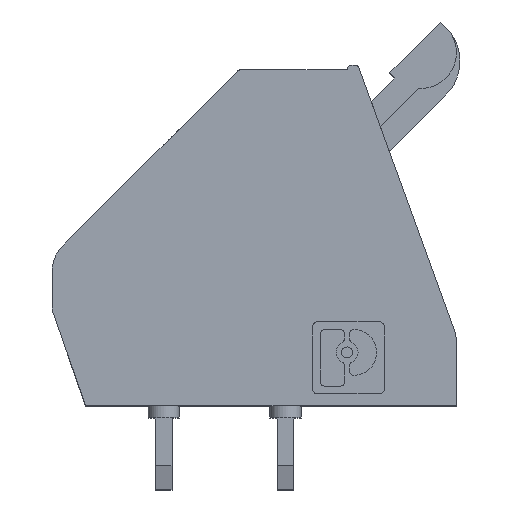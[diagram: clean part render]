
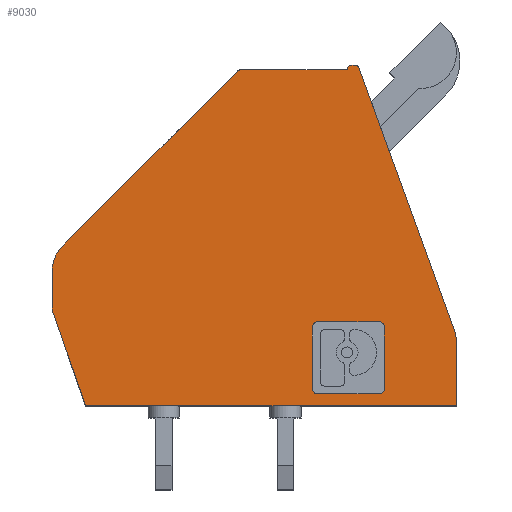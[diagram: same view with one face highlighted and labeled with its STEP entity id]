
A CAD part, top view. The second image highlights one B-rep face of the part: STEP entity #9030.
In plain terms, the highlighted planar face has unit normal (0, 0, 1).
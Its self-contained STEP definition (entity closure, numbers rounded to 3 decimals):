
#210=CARTESIAN_POINT('',(85.317,2.355,5.08));
#220=VERTEX_POINT('',#210);
#250=CARTESIAN_POINT('',(85.317,2.155,5.08));
#260=DIRECTION('',(0.,0.,1.));
#270=DIRECTION('',(1.,0.,0.));
#280=AXIS2_PLACEMENT_3D('',#250,#260,#270);
#290=CIRCLE('',#280,0.2);
#300=CARTESIAN_POINT('',(85.117,2.155,5.08));
#310=VERTEX_POINT('',#300);
#320=EDGE_CURVE('',#220,#310,#290,.T.);
#2490=CARTESIAN_POINT('',(89.667,-9.174,5.08));
#2500=VERTEX_POINT('',#2490);
#2530=CARTESIAN_POINT('',(88.167,-9.174,5.08));
#2540=DIRECTION('',(0.,0.,1.));
#2550=DIRECTION('',(1.,0.,0.));
#2560=AXIS2_PLACEMENT_3D('',#2530,#2540,#2550);
#2570=CIRCLE('',#2560,1.5);
#2580=CARTESIAN_POINT('',(89.576,-8.661,5.08));
#2590=VERTEX_POINT('',#2580);
#2600=EDGE_CURVE('',#2500,#2590,#2570,.T.);
#4240=CARTESIAN_POINT('',(85.427,2.155,5.08));
#4250=DIRECTION('',(0.,0.,1.));
#4260=DIRECTION('',(1.,0.,0.));
#4270=AXIS2_PLACEMENT_3D('',#4240,#4250,#4260);
#4280=CIRCLE('',#4270,0.2);
#4290=CARTESIAN_POINT('',(85.615,2.224,5.08));
#4300=VERTEX_POINT('',#4290);
#4310=CARTESIAN_POINT('',(85.427,2.355,5.08));
#4320=VERTEX_POINT('',#4310);
#4330=EDGE_CURVE('',#4300,#4320,#4280,.T.);
#7240=CARTESIAN_POINT('',(89.667,-11.845,5.08));
#7250=VERTEX_POINT('',#7240);
#7280=CARTESIAN_POINT('',(89.667,-11.345,5.08));
#7290=DIRECTION('',(0.,1.,0.));
#7300=VECTOR('',#7290,1.);
#7310=LINE('',#7280,#7300);
#7320=EDGE_CURVE('',#7250,#2500,#7310,.T.);
#7450=CARTESIAN_POINT('',(85.406,-3.409,5.08));
#7460=DIRECTION('',(0.,0.,1.));
#7470=DIRECTION('',(1.,0.,0.));
#7480=AXIS2_PLACEMENT_3D('',#7450,#7460,#7470);
#7490=PLANE('',#7480);
#7500=CARTESIAN_POINT('',(89.667,-11.845,5.08));
#7510=DIRECTION('',(-1.,0.,0.));
#7520=VECTOR('',#7510,1.);
#7530=LINE('',#7500,#7520);
#7540=CARTESIAN_POINT('',(74.217,-11.845,5.08));
#7550=VERTEX_POINT('',#7540);
#7560=EDGE_CURVE('',#7250,#7550,#7530,.T.);
#7570=ORIENTED_EDGE('',*,*,#7560,.F.);
#7580=CARTESIAN_POINT('',(72.901,-8.085,5.08));
#7590=DIRECTION('',(0.33,-0.944,0.));
#7600=VECTOR('',#7590,1.);
#7610=LINE('',#7580,#7600);
#7620=CARTESIAN_POINT('',(72.901,-8.085,5.08));
#7630=VERTEX_POINT('',#7620);
#7640=EDGE_CURVE('',#7630,#7550,#7610,.T.);
#7650=ORIENTED_EDGE('',*,*,#7640,.T.);
#7660=CARTESIAN_POINT('',(74.317,-7.59,5.08));
#7670=DIRECTION('',(0.,0.,1.));
#7680=DIRECTION('',(1.,0.,0.));
#7690=AXIS2_PLACEMENT_3D('',#7660,#7670,#7680);
#7700=CIRCLE('',#7690,1.5);
#7710=CARTESIAN_POINT('',(72.817,-7.59,5.08));
#7720=VERTEX_POINT('',#7710);
#7730=EDGE_CURVE('',#7720,#7630,#7700,.T.);
#7740=ORIENTED_EDGE('',*,*,#7730,.T.);
#7750=CARTESIAN_POINT('',(72.817,-6.246,5.08));
#7760=DIRECTION('',(0.,-1.,0.));
#7770=VECTOR('',#7760,1.);
#7780=LINE('',#7750,#7770);
#7790=CARTESIAN_POINT('',(72.817,-6.246,5.08));
#7800=VERTEX_POINT('',#7790);
#7810=EDGE_CURVE('',#7800,#7720,#7780,.T.);
#7820=ORIENTED_EDGE('',*,*,#7810,.T.);
#7830=CARTESIAN_POINT('',(74.317,-6.246,5.08));
#7840=DIRECTION('',(0.,0.,1.));
#7850=DIRECTION('',(1.,0.,0.));
#7860=AXIS2_PLACEMENT_3D('',#7830,#7840,#7850);
#7870=CIRCLE('',#7860,1.5);
#7880=CARTESIAN_POINT('',(73.256,-5.185,5.08));
#7890=VERTEX_POINT('',#7880);
#7900=EDGE_CURVE('',#7890,#7800,#7870,.T.);
#7910=ORIENTED_EDGE('',*,*,#7900,.T.);
#7920=CARTESIAN_POINT('',(0.,-78.442,5.08));
#7930=DIRECTION('',(-0.707,-0.707,0.));
#7940=VECTOR('',#7930,1.);
#7950=LINE('',#7920,#7940);
#7960=CARTESIAN_POINT('',(80.538,2.097,5.08));
#7970=VERTEX_POINT('',#7960);
#7980=EDGE_CURVE('',#7970,#7890,#7950,.T.);
#7990=ORIENTED_EDGE('',*,*,#7980,.T.);
#8000=CARTESIAN_POINT('',(80.68,1.955,5.08));
#8010=DIRECTION('',(0.,0.,1.));
#8020=DIRECTION('',(1.,0.,0.));
#8030=AXIS2_PLACEMENT_3D('',#8000,#8010,#8020);
#8040=CIRCLE('',#8030,0.2);
#8050=CARTESIAN_POINT('',(80.68,2.155,5.08));
#8060=VERTEX_POINT('',#8050);
#8070=EDGE_CURVE('',#8060,#7970,#8040,.T.);
#8080=ORIENTED_EDGE('',*,*,#8070,.T.);
#8090=CARTESIAN_POINT('',(85.117,2.155,5.08));
#8100=DIRECTION('',(-1.,0.,0.));
#8110=VECTOR('',#8100,1.);
#8120=LINE('',#8090,#8110);
#8130=EDGE_CURVE('',#310,#8060,#8120,.T.);
#8140=ORIENTED_EDGE('',*,*,#8130,.T.);
#8150=ORIENTED_EDGE('',*,*,#320,.T.);
#8160=CARTESIAN_POINT('',(85.427,2.355,5.08));
#8170=DIRECTION('',(-1.,0.,0.));
#8180=VECTOR('',#8170,1.);
#8190=LINE('',#8160,#8180);
#8200=EDGE_CURVE('',#4320,#220,#8190,.T.);
#8210=ORIENTED_EDGE('',*,*,#8200,.T.);
#8220=ORIENTED_EDGE('',*,*,#4330,.T.);
#8230=CARTESIAN_POINT('',(89.576,-8.661,5.08));
#8240=DIRECTION('',(-0.342,0.94,0.));
#8250=VECTOR('',#8240,1.);
#8260=LINE('',#8230,#8250);
#8270=EDGE_CURVE('',#2590,#4300,#8260,.T.);
#8280=ORIENTED_EDGE('',*,*,#8270,.T.);
#8290=ORIENTED_EDGE('',*,*,#2600,.T.);
#8300=ORIENTED_EDGE('',*,*,#7320,.T.);
#8310=EDGE_LOOP('',(#8300,#8290,#8280,#8220,#8210,#8150,#8140,#8080,
#7990,#7910,#7820,#7740,#7650,#7570));
#8320=FACE_OUTER_BOUND('',#8310,.T.);
#8330=CARTESIAN_POINT('',(83.667,-11.845,5.08));
#8340=DIRECTION('',(0.,-1.,0.));
#8350=VECTOR('',#8340,1.);
#8360=LINE('',#8330,#8350);
#8370=CARTESIAN_POINT('',(83.667,-8.556,5.08));
#8380=VERTEX_POINT('',#8370);
#8390=CARTESIAN_POINT('',(83.667,-11.134,5.08));
#8400=VERTEX_POINT('',#8390);
#8410=EDGE_CURVE('',#8380,#8400,#8360,.T.);
#8420=ORIENTED_EDGE('',*,*,#8410,.F.);
#8430=CARTESIAN_POINT('',(83.878,-11.134,5.08));
#8440=DIRECTION('',(0.,0.,1.));
#8450=DIRECTION('',(1.,0.,0.));
#8460=AXIS2_PLACEMENT_3D('',#8430,#8440,#8450);
#8470=CIRCLE('',#8460,0.211);
#8480=CARTESIAN_POINT('',(83.878,-11.345,5.08));
#8490=VERTEX_POINT('',#8480);
#8500=EDGE_CURVE('',#8400,#8490,#8470,.T.);
#8510=ORIENTED_EDGE('',*,*,#8500,.F.);
#8520=CARTESIAN_POINT('',(72.817,-11.345,5.08));
#8530=DIRECTION('',(1.,0.,0.));
#8540=VECTOR('',#8530,1.);
#8550=LINE('',#8520,#8540);
#8560=CARTESIAN_POINT('',(86.456,-11.345,5.08));
#8570=VERTEX_POINT('',#8560);
#8580=EDGE_CURVE('',#8490,#8570,#8550,.T.);
#8590=ORIENTED_EDGE('',*,*,#8580,.F.);
#8600=CARTESIAN_POINT('',(86.456,-11.134,5.08));
#8610=DIRECTION('',(0.,0.,1.));
#8620=DIRECTION('',(1.,0.,0.));
#8630=AXIS2_PLACEMENT_3D('',#8600,#8610,#8620);
#8640=CIRCLE('',#8630,0.211);
#8650=CARTESIAN_POINT('',(86.667,-11.134,5.08));
#8660=VERTEX_POINT('',#8650);
#8670=EDGE_CURVE('',#8570,#8660,#8640,.T.);
#8680=ORIENTED_EDGE('',*,*,#8670,.F.);
#8690=CARTESIAN_POINT('',(86.667,-11.845,5.08));
#8700=DIRECTION('',(0.,1.,0.));
#8710=VECTOR('',#8700,1.);
#8720=LINE('',#8690,#8710);
#8730=CARTESIAN_POINT('',(86.667,-8.556,5.08));
#8740=VERTEX_POINT('',#8730);
#8750=EDGE_CURVE('',#8660,#8740,#8720,.T.);
#8760=ORIENTED_EDGE('',*,*,#8750,.F.);
#8770=CARTESIAN_POINT('',(86.456,-8.556,5.08));
#8780=DIRECTION('',(0.,0.,1.));
#8790=DIRECTION('',(1.,0.,0.));
#8800=AXIS2_PLACEMENT_3D('',#8770,#8780,#8790);
#8810=CIRCLE('',#8800,0.211);
#8820=CARTESIAN_POINT('',(86.456,-8.345,5.08));
#8830=VERTEX_POINT('',#8820);
#8840=EDGE_CURVE('',#8740,#8830,#8810,.T.);
#8850=ORIENTED_EDGE('',*,*,#8840,.F.);
#8860=CARTESIAN_POINT('',(72.817,-8.345,5.08));
#8870=DIRECTION('',(-1.,0.,0.));
#8880=VECTOR('',#8870,1.);
#8890=LINE('',#8860,#8880);
#8900=CARTESIAN_POINT('',(83.878,-8.345,5.08));
#8910=VERTEX_POINT('',#8900);
#8920=EDGE_CURVE('',#8830,#8910,#8890,.T.);
#8930=ORIENTED_EDGE('',*,*,#8920,.F.);
#8940=CARTESIAN_POINT('',(83.878,-8.556,5.08));
#8950=DIRECTION('',(0.,0.,1.));
#8960=DIRECTION('',(1.,0.,0.));
#8970=AXIS2_PLACEMENT_3D('',#8940,#8950,#8960);
#8980=CIRCLE('',#8970,0.211);
#8990=EDGE_CURVE('',#8910,#8380,#8980,.T.);
#9000=ORIENTED_EDGE('',*,*,#8990,.F.);
#9010=EDGE_LOOP('',(#9000,#8930,#8850,#8760,#8680,#8590,#8510,#8420));
#9020=FACE_BOUND('',#9010,.T.);
#9030=ADVANCED_FACE('',(#8320,#9020),#7490,.T.);
